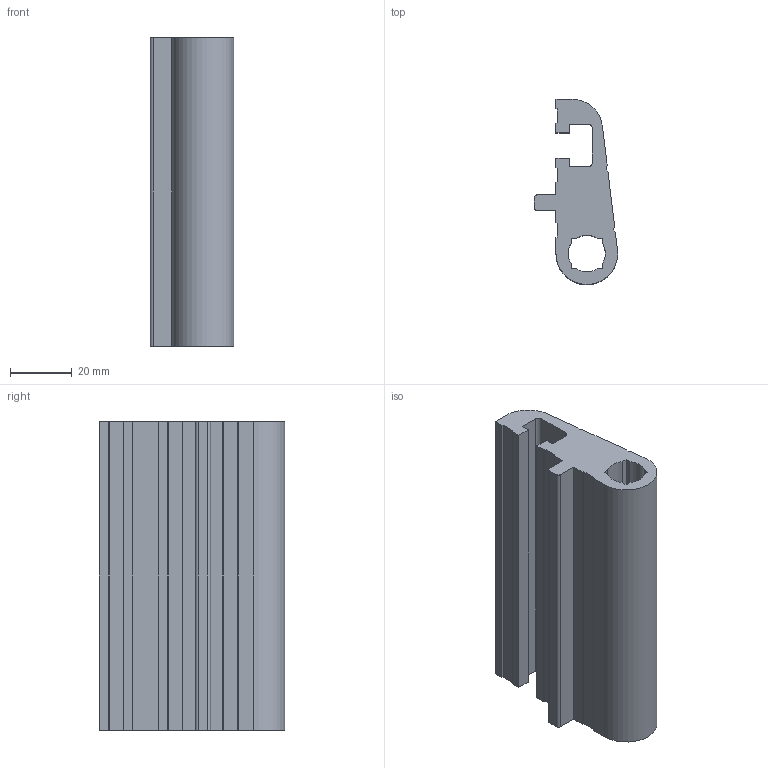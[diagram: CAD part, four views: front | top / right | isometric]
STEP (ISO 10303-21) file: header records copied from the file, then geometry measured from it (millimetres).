
FILE_DESCRIPTION(/* description */ ('BINARIO PER SCORREVOLE'),/* implementation_level */ '2;1');
FILE_NAME(/* name */ 'BPRCR0000002.stp',/* time_stamp */ '2017-07-14T09:59:37+02:00',/* author */ ('fzagni'),/* organization */ (''),/* preprocessor_version */ 'ST-DEVELOPER v16.1',/* originating_system */ 'Autodesk Inventor 2016',/* authorisation */ '');
FILE_SCHEMA (('AUTOMOTIVE_DESIGN { 1 0 10303 214 3 1 1 }'));
Length unit declared in the file: millimetre
Products named in the file (1): BPRCR0000002
Bounding box: 26.99 x 60 x 100 mm (x, y, z)
Volume: 76282.6 mm3; surface area: 24817 mm2
Topology: 1 solids, 1 shells, 53 faces, 153 edges, 102 vertices
Faces by surface type: plane 43, cylinder 10
Entity records: 1755 total; most frequent: CARTESIAN_POINT 309, ORIENTED_EDGE 306, DIRECTION 281, EDGE_CURVE 153, LINE 133, VECTOR 133, VERTEX_POINT 102, AXIS2_PLACEMENT_3D 74
